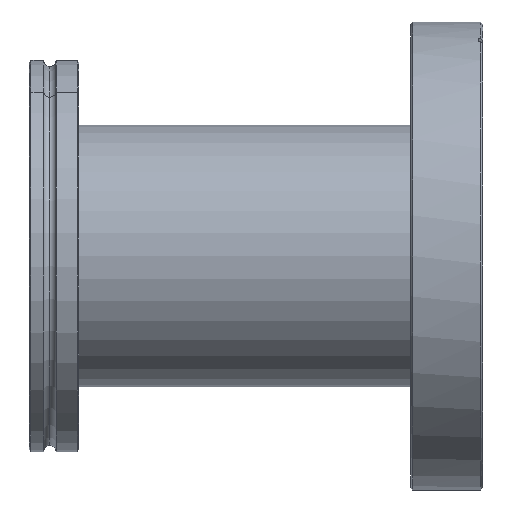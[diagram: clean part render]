
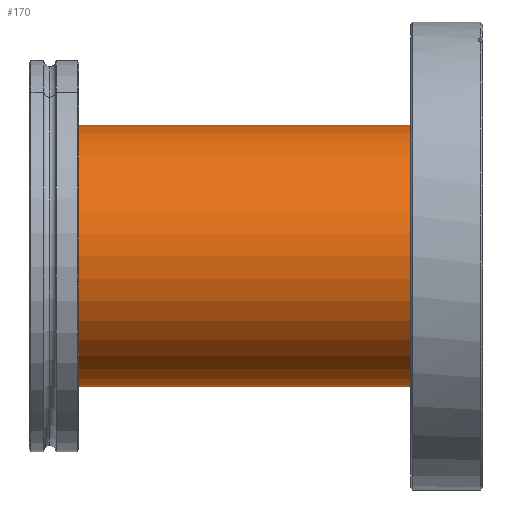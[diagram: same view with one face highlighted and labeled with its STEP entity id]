
A CAD part, left-side view. The second image highlights one B-rep face of the part: STEP entity #170.
In plain terms, the highlighted cylindrical face has radius 31.75 mm (diameter 63.5 mm), a partial arc.
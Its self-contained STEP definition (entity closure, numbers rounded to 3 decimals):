
#117 = CARTESIAN_POINT ( 'NONE',  ( 0., 0., 31.75 ) ) ;
#170 = ADVANCED_FACE ( 'NONE', ( #3038 ), #337, .T. ) ;
#337 = CYLINDRICAL_SURFACE ( 'NONE', #2474, 31.75 ) ;
#478 = ORIENTED_EDGE ( 'NONE', *, *, #3435, .T. ) ;
#585 = CIRCLE ( 'NONE', #2525, 31.75 ) ;
#708 = VERTEX_POINT ( 'NONE', #2238 ) ;
#730 = CARTESIAN_POINT ( 'NONE',  ( 0., 94., -31.75 ) ) ;
#792 = VERTEX_POINT ( 'NONE', #1410 ) ;
#903 = EDGE_LOOP ( 'NONE', ( #3169, #1704, #478, #1266 ) ) ;
#1226 = LINE ( 'NONE', #2506, #2641 ) ;
#1232 = DIRECTION ( 'NONE',  ( 0., -1., 0. ) ) ;
#1266 = ORIENTED_EDGE ( 'NONE', *, *, #2243, .T. ) ;
#1410 = CARTESIAN_POINT ( 'NONE',  ( 0., 94., 31.75 ) ) ;
#1482 = DIRECTION ( 'NONE',  ( 0., 0., -1. ) ) ;
#1488 = CARTESIAN_POINT ( 'NONE',  ( 0., 0., -31.75 ) ) ;
#1551 = LINE ( 'NONE', #730, #2291 ) ;
#1578 = DIRECTION ( 'NONE',  ( 0., -1., 0. ) ) ;
#1594 = DIRECTION ( 'NONE',  ( 0., 1., 0. ) ) ;
#1704 = ORIENTED_EDGE ( 'NONE', *, *, #3265, .F. ) ;
#2097 = VERTEX_POINT ( 'NONE', #1488 ) ;
#2238 = CARTESIAN_POINT ( 'NONE',  ( 0., 94., -31.75 ) ) ;
#2243 = EDGE_CURVE ( 'NONE', #2097, #2830, #3591, .T. ) ;
#2291 = VECTOR ( 'NONE', #1578, 1000. ) ;
#2474 = AXIS2_PLACEMENT_3D ( 'NONE', #2857, #3254, #1482 ) ;
#2506 = CARTESIAN_POINT ( 'NONE',  ( 0., 94., 31.75 ) ) ;
#2525 = AXIS2_PLACEMENT_3D ( 'NONE', #3306, #1594, #2732 ) ;
#2641 = VECTOR ( 'NONE', #1232, 1000. ) ;
#2732 = DIRECTION ( 'NONE',  ( 0., 0., 1. ) ) ;
#2830 = VERTEX_POINT ( 'NONE', #117 ) ;
#2857 = CARTESIAN_POINT ( 'NONE',  ( 0., 94., 0. ) ) ;
#2931 = DIRECTION ( 'NONE',  ( 0., 0., 1. ) ) ;
#3038 = FACE_OUTER_BOUND ( 'NONE', #903, .T. ) ;
#3169 = ORIENTED_EDGE ( 'NONE', *, *, #3314, .F. ) ;
#3254 = DIRECTION ( 'NONE',  ( 0., -1., 0. ) ) ;
#3265 = EDGE_CURVE ( 'NONE', #708, #792, #585, .T. ) ;
#3275 = DIRECTION ( 'NONE',  ( 0., 1., 0. ) ) ;
#3306 = CARTESIAN_POINT ( 'NONE',  ( 0., 94., 0. ) ) ;
#3314 = EDGE_CURVE ( 'NONE', #792, #2830, #1226, .T. ) ;
#3427 = AXIS2_PLACEMENT_3D ( 'NONE', #3437, #3275, #2931 ) ;
#3435 = EDGE_CURVE ( 'NONE', #708, #2097, #1551, .T. ) ;
#3437 = CARTESIAN_POINT ( 'NONE',  ( 0., 0., 0. ) ) ;
#3591 = CIRCLE ( 'NONE', #3427, 31.75 ) ;
